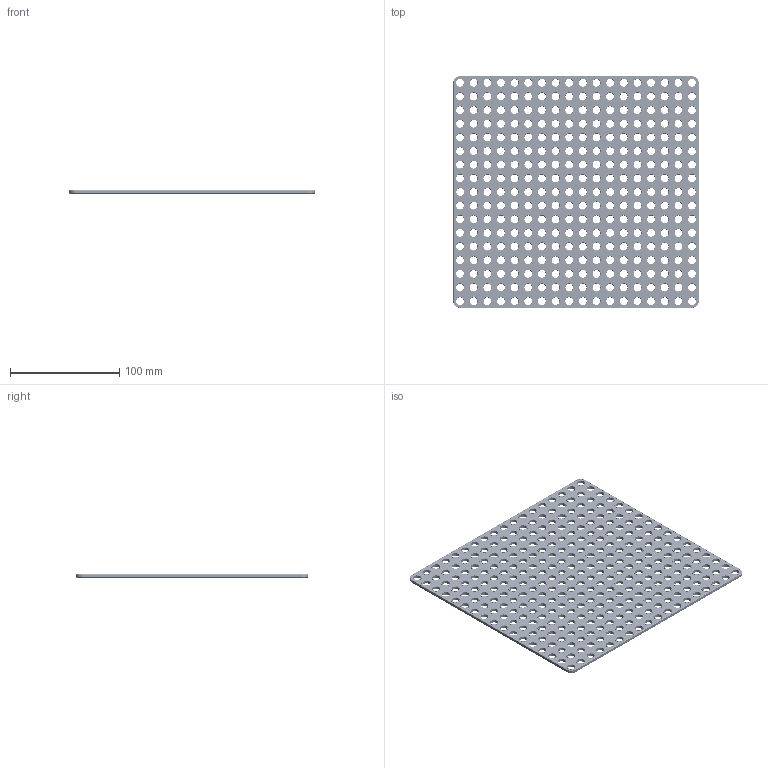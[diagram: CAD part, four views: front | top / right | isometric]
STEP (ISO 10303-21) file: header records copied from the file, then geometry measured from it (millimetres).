
FILE_DESCRIPTION(('FreeCAD Model'),'2;1');
FILE_NAME('Open CASCADE Shape Model','2024-10-09T00:09:14',(''),(''), 'Open CASCADE STEP processor 7.7','FreeCAD','Unknown');
FILE_SCHEMA(('AUTOMOTIVE_DESIGN { 1 0 10303 214 1 1 1 1 }'));
Length unit declared in the file: millimetre
Products named in the file (1): Plate RCT CRNR BU18x17x00.25 - SPN-PLT-0220 (stemfie.org)
Bounding box: 225 x 212.5 x 3.12 mm (x, y, z)
Volume: 106458.2 mm3; surface area: 95079.5 mm2
Topology: 1 solids, 1 shells, 2012 faces, 4388 edges, 2716 vertices
Faces by surface type: plane 626, cylinder 620, cone 620, extrusion 146
Full cylindrical faces by diameter (mm): 7 x306, 9.2 x306
Entity records: 56642 total; most frequent: CARTESIAN_POINT 10309, DIRECTION 9836, ORIENTED_EDGE 8776, EDGE_CURVE 4388, AXIS2_PLACEMENT_3D 3727, FACE_BOUND 2962, EDGE_LOOP 2962, VERTEX_POINT 2716
